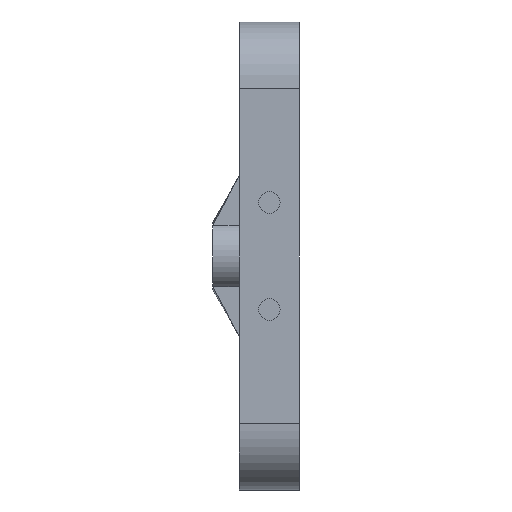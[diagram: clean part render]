
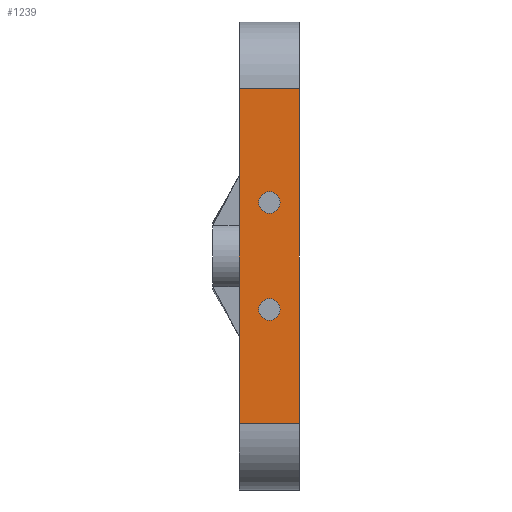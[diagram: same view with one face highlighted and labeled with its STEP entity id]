
A CAD part, left-side view. The second image highlights one B-rep face of the part: STEP entity #1239.
In plain terms, the highlighted planar face has unit normal (-1, 0, 0).
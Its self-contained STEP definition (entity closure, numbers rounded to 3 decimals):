
#12 = CARTESIAN_POINT ( 'NONE',  ( -62.5, 4.5, -8. ) ) ;
#107 = VERTEX_POINT ( 'NONE', #580 ) ;
#117 = DIRECTION ( 'NONE',  ( 0., 1., 0. ) ) ;
#170 = EDGE_CURVE ( 'NONE', #1374, #1622, #1051, .T. ) ;
#182 = CARTESIAN_POINT ( 'NONE',  ( -62.5, 0., -25. ) ) ;
#185 = DIRECTION ( 'NONE',  ( 0., 0., 1. ) ) ;
#186 = AXIS2_PLACEMENT_3D ( 'NONE', #536, #390, #2251 ) ;
#203 = ORIENTED_EDGE ( 'NONE', *, *, #840, .F. ) ;
#213 = CARTESIAN_POINT ( 'NONE',  ( -62.5, 4.5, 8. ) ) ;
#256 = VECTOR ( 'NONE', #2215, 1000. ) ;
#275 = CARTESIAN_POINT ( 'NONE',  ( -62.5, 4.5, -8. ) ) ;
#313 = EDGE_CURVE ( 'NONE', #964, #1880, #2128, .T. ) ;
#348 = EDGE_CURVE ( 'NONE', #1622, #1374, #1593, .T. ) ;
#369 = VERTEX_POINT ( 'NONE', #1005 ) ;
#372 = ORIENTED_EDGE ( 'NONE', *, *, #170, .F. ) ;
#390 = DIRECTION ( 'NONE',  ( -1., 0., 0. ) ) ;
#507 = VECTOR ( 'NONE', #117, 1000. ) ;
#510 = EDGE_LOOP ( 'NONE', ( #203, #1270, #2093, #916 ) ) ;
#536 = CARTESIAN_POINT ( 'NONE',  ( -62.5, 0., -25. ) ) ;
#554 = DIRECTION ( 'NONE',  ( 0., 0., -1. ) ) ;
#570 = CARTESIAN_POINT ( 'NONE',  ( -62.5, 9., -25. ) ) ;
#580 = CARTESIAN_POINT ( 'NONE',  ( -62.5, 9., 25. ) ) ;
#593 = LINE ( 'NONE', #988, #256 ) ;
#621 = ORIENTED_EDGE ( 'NONE', *, *, #1578, .F. ) ;
#642 = VERTEX_POINT ( 'NONE', #1161 ) ;
#682 = DIRECTION ( 'NONE',  ( 0., 0., -1. ) ) ;
#716 = FACE_OUTER_BOUND ( 'NONE', #510, .T. ) ;
#758 = VECTOR ( 'NONE', #918, 1000. ) ;
#795 = CIRCLE ( 'NONE', #1326, 1.6 ) ;
#809 = DIRECTION ( 'NONE',  ( -1., 0., 0. ) ) ;
#835 = DIRECTION ( 'NONE',  ( 0., 0., 1. ) ) ;
#840 = EDGE_CURVE ( 'NONE', #642, #107, #1625, .T. ) ;
#850 = VERTEX_POINT ( 'NONE', #1450 ) ;
#916 = ORIENTED_EDGE ( 'NONE', *, *, #2353, .T. ) ;
#918 = DIRECTION ( 'NONE',  ( 0., 0., 1. ) ) ;
#933 = EDGE_CURVE ( 'NONE', #369, #642, #593, .T. ) ;
#936 = DIRECTION ( 'NONE',  ( -1., 0., 0. ) ) ;
#964 = VERTEX_POINT ( 'NONE', #1492 ) ;
#988 = CARTESIAN_POINT ( 'NONE',  ( -62.5, 0., -25. ) ) ;
#1005 = CARTESIAN_POINT ( 'NONE',  ( -62.5, 0., -25. ) ) ;
#1051 = CIRCLE ( 'NONE', #1890, 1.6 ) ;
#1106 = CARTESIAN_POINT ( 'NONE',  ( -62.5, 4.5, 9.6 ) ) ;
#1161 = CARTESIAN_POINT ( 'NONE',  ( -62.5, 9., -25. ) ) ;
#1189 = EDGE_CURVE ( 'NONE', #369, #850, #2184, .T. ) ;
#1210 = CARTESIAN_POINT ( 'NONE',  ( -62.5, 0., 25. ) ) ;
#1239 = ADVANCED_FACE ( 'NONE', ( #1246, #1261, #716 ), #1436, .T. ) ;
#1246 = FACE_BOUND ( 'NONE', #2043, .T. ) ;
#1261 = FACE_BOUND ( 'NONE', #1526, .T. ) ;
#1270 = ORIENTED_EDGE ( 'NONE', *, *, #933, .F. ) ;
#1326 = AXIS2_PLACEMENT_3D ( 'NONE', #12, #2181, #554 ) ;
#1374 = VERTEX_POINT ( 'NONE', #2076 ) ;
#1405 = AXIS2_PLACEMENT_3D ( 'NONE', #275, #809, #682 ) ;
#1436 = PLANE ( 'NONE',  #186 ) ;
#1450 = CARTESIAN_POINT ( 'NONE',  ( -62.5, 0., 25. ) ) ;
#1492 = CARTESIAN_POINT ( 'NONE',  ( -62.5, 4.5, -9.6 ) ) ;
#1526 = EDGE_LOOP ( 'NONE', ( #621, #1965 ) ) ;
#1550 = DIRECTION ( 'NONE',  ( -1., 0., 0. ) ) ;
#1578 = EDGE_CURVE ( 'NONE', #1880, #964, #795, .T. ) ;
#1593 = CIRCLE ( 'NONE', #1934, 1.6 ) ;
#1622 = VERTEX_POINT ( 'NONE', #1106 ) ;
#1625 = LINE ( 'NONE', #570, #2045 ) ;
#1626 = CARTESIAN_POINT ( 'NONE',  ( -62.5, 4.5, -6.4 ) ) ;
#1665 = DIRECTION ( 'NONE',  ( 0., 0., 1. ) ) ;
#1763 = LINE ( 'NONE', #1210, #507 ) ;
#1880 = VERTEX_POINT ( 'NONE', #1626 ) ;
#1890 = AXIS2_PLACEMENT_3D ( 'NONE', #213, #936, #1665 ) ;
#1891 = CARTESIAN_POINT ( 'NONE',  ( -62.5, 4.5, 8. ) ) ;
#1934 = AXIS2_PLACEMENT_3D ( 'NONE', #1891, #1550, #835 ) ;
#1965 = ORIENTED_EDGE ( 'NONE', *, *, #313, .F. ) ;
#2043 = EDGE_LOOP ( 'NONE', ( #2158, #372 ) ) ;
#2045 = VECTOR ( 'NONE', #185, 1000. ) ;
#2076 = CARTESIAN_POINT ( 'NONE',  ( -62.5, 4.5, 6.4 ) ) ;
#2093 = ORIENTED_EDGE ( 'NONE', *, *, #1189, .T. ) ;
#2128 = CIRCLE ( 'NONE', #1405, 1.6 ) ;
#2158 = ORIENTED_EDGE ( 'NONE', *, *, #348, .F. ) ;
#2181 = DIRECTION ( 'NONE',  ( -1., 0., 0. ) ) ;
#2184 = LINE ( 'NONE', #182, #758 ) ;
#2215 = DIRECTION ( 'NONE',  ( 0., 1., 0. ) ) ;
#2251 = DIRECTION ( 'NONE',  ( 0., 0., 1. ) ) ;
#2353 = EDGE_CURVE ( 'NONE', #850, #107, #1763, .T. ) ;
